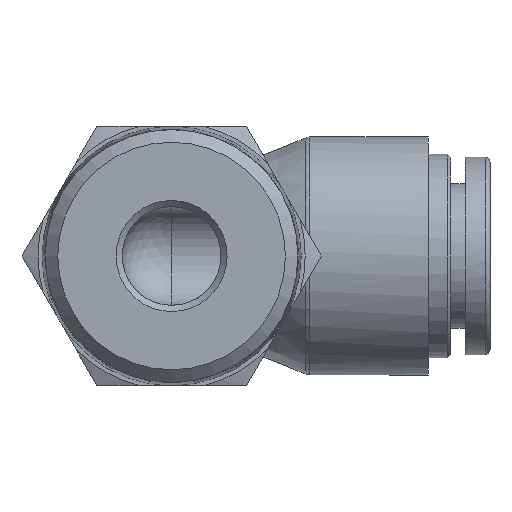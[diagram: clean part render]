
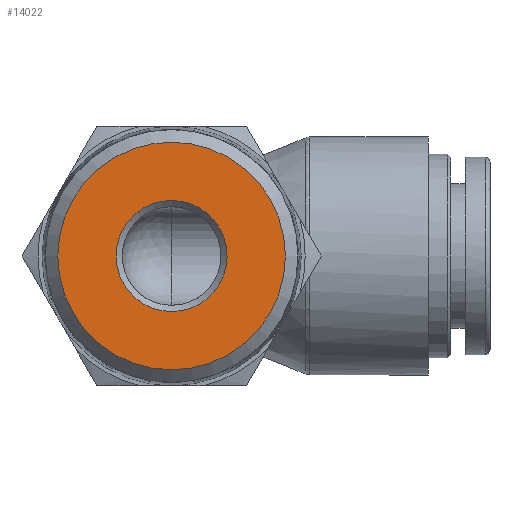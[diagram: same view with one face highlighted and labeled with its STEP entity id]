
A CAD part, front view. The second image highlights one B-rep face of the part: STEP entity #14022.
In plain terms, the highlighted face is planar.
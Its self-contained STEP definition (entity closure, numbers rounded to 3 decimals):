
#13991=CARTESIAN_POINT('',(-37.3,0.,-4.5));
#13992=VERTEX_POINT('',#13991);
#13993=CARTESIAN_POINT('',(-37.3,0.,0.0));
#13994=DIRECTION('',(-1.0,0.0,0.0));
#13995=DIRECTION('',(0.0,0.0,1.0));
#13996=AXIS2_PLACEMENT_3D('',#13993,#13994,#13995);
#13997=CIRCLE('',#13996,4.5);
#13998=EDGE_CURVE('',#13992,#13992,#13997,.T.);
#14003=CARTESIAN_POINT('',(-37.3,5.111,0.0));
#14004=DIRECTION('',(-1.0,0.0,0.0));
#14005=DIRECTION('',(0.0,0.0,1.0));
#14006=AXIS2_PLACEMENT_3D('',#14003,#14004,#14005);
#14007=PLANE('',#14006);
#14008=CARTESIAN_POINT('',(-37.3,9.222,0.));
#14009=VERTEX_POINT('',#14008);
#14010=CARTESIAN_POINT('',(-37.3,0.,0.0));
#14011=DIRECTION('',(1.0,0.0,0.0));
#14012=DIRECTION('',(0.0,-1.0,0.0));
#14013=AXIS2_PLACEMENT_3D('',#14010,#14011,#14012);
#14014=CIRCLE('',#14013,9.223);
#14015=EDGE_CURVE('',#14009,#14009,#14014,.T.);
#14016=ORIENTED_EDGE('',*,*,#14015,.F.);
#14017=EDGE_LOOP('',(#14016));
#14018=FACE_OUTER_BOUND('',#14017,.T.);
#14019=ORIENTED_EDGE('',*,*,#13998,.F.);
#14020=EDGE_LOOP('',(#14019));
#14021=FACE_BOUND('',#14020,.T.);
#14022=ADVANCED_FACE('',(#14018,#14021),#14007,.T.);
